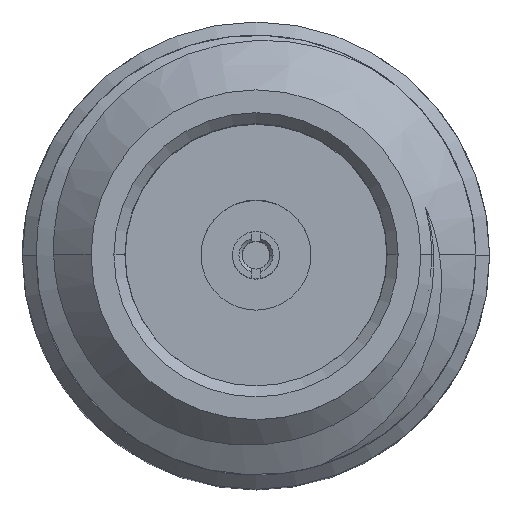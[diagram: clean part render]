
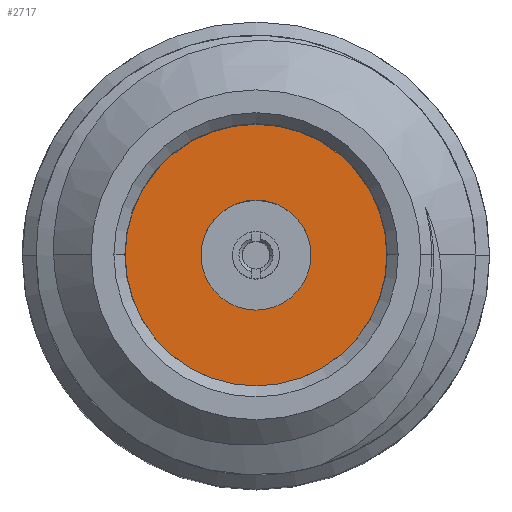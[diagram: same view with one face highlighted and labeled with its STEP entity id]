
A CAD part, top view. The second image highlights one B-rep face of the part: STEP entity #2717.
In plain terms, the highlighted planar face has unit normal (0, 0, 1).
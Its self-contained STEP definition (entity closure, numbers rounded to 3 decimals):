
#34 = DIRECTION ( 'NONE',  ( 1., 0., 0. ) ) ;
#112 = VERTEX_POINT ( 'NONE', #2452 ) ;
#132 = CARTESIAN_POINT ( 'NONE',  ( 0., 0., 8.5 ) ) ;
#387 = ORIENTED_EDGE ( 'NONE', *, *, #980, .F. ) ;
#414 = CIRCLE ( 'NONE', #558, 0.5 ) ;
#550 = DIRECTION ( 'NONE',  ( 1., 0., 0. ) ) ;
#557 = AXIS2_PLACEMENT_3D ( 'NONE', #2656, #3922, #1922 ) ;
#558 = AXIS2_PLACEMENT_3D ( 'NONE', #132, #797, #1795 ) ;
#605 = CARTESIAN_POINT ( 'NONE',  ( -1.19, 0., 8.5 ) ) ;
#697 = AXIS2_PLACEMENT_3D ( 'NONE', #2588, #1580, #935 ) ;
#797 = DIRECTION ( 'NONE',  ( 0., 0., 1. ) ) ;
#872 = CARTESIAN_POINT ( 'NONE',  ( -0.5, 0., 8.5 ) ) ;
#935 = DIRECTION ( 'NONE',  ( 1., 0., 0. ) ) ;
#980 = EDGE_CURVE ( 'NONE', #112, #3444, #414, .T. ) ;
#1175 = ORIENTED_EDGE ( 'NONE', *, *, #4361, .T. ) ;
#1245 = VERTEX_POINT ( 'NONE', #1659 ) ;
#1407 = EDGE_LOOP ( 'NONE', ( #387, #2438 ) ) ;
#1525 = AXIS2_PLACEMENT_3D ( 'NONE', #2233, #3609, #550 ) ;
#1564 = ORIENTED_EDGE ( 'NONE', *, *, #2937, .T. ) ;
#1580 = DIRECTION ( 'NONE',  ( 0., 0., 1. ) ) ;
#1659 = CARTESIAN_POINT ( 'NONE',  ( 1.19, 0., 8.5 ) ) ;
#1795 = DIRECTION ( 'NONE',  ( 1., 0., 0. ) ) ;
#1922 = DIRECTION ( 'NONE',  ( 1., 0., 0. ) ) ;
#1941 = PLANE ( 'NONE',  #557 ) ;
#1983 = VERTEX_POINT ( 'NONE', #605 ) ;
#2233 = CARTESIAN_POINT ( 'NONE',  ( 0., 0., 8.5 ) ) ;
#2255 = AXIS2_PLACEMENT_3D ( 'NONE', #3403, #2706, #34 ) ;
#2367 = EDGE_LOOP ( 'NONE', ( #1175, #1564 ) ) ;
#2438 = ORIENTED_EDGE ( 'NONE', *, *, #2813, .F. ) ;
#2452 = CARTESIAN_POINT ( 'NONE',  ( 0.5, 0., 8.5 ) ) ;
#2545 = CIRCLE ( 'NONE', #697, 0.5 ) ;
#2588 = CARTESIAN_POINT ( 'NONE',  ( 0., 0., 8.5 ) ) ;
#2611 = FACE_OUTER_BOUND ( 'NONE', #2367, .T. ) ;
#2656 = CARTESIAN_POINT ( 'NONE',  ( 0., 0., 8.5 ) ) ;
#2706 = DIRECTION ( 'NONE',  ( 0., 0., 1. ) ) ;
#2717 = ADVANCED_FACE ( 'NONE', ( #3585, #2611 ), #1941, .T. ) ;
#2813 = EDGE_CURVE ( 'NONE', #3444, #112, #2545, .T. ) ;
#2937 = EDGE_CURVE ( 'NONE', #1245, #1983, #3600, .T. ) ;
#3232 = CIRCLE ( 'NONE', #1525, 1.19 ) ;
#3403 = CARTESIAN_POINT ( 'NONE',  ( 0., 0., 8.5 ) ) ;
#3444 = VERTEX_POINT ( 'NONE', #872 ) ;
#3585 = FACE_BOUND ( 'NONE', #1407, .T. ) ;
#3600 = CIRCLE ( 'NONE', #2255, 1.19 ) ;
#3609 = DIRECTION ( 'NONE',  ( 0., 0., 1. ) ) ;
#3922 = DIRECTION ( 'NONE',  ( 0., 0., 1. ) ) ;
#4361 = EDGE_CURVE ( 'NONE', #1983, #1245, #3232, .T. ) ;
